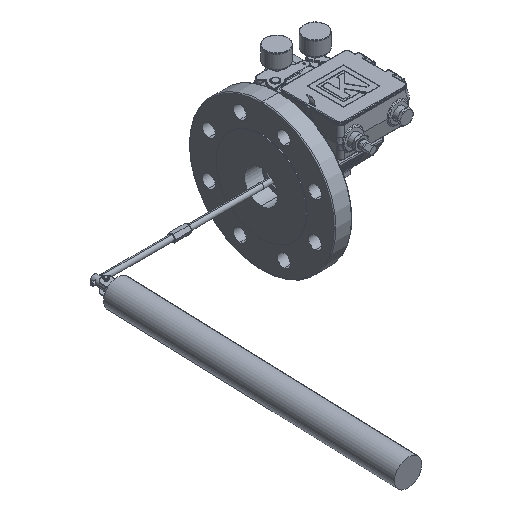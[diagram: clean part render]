
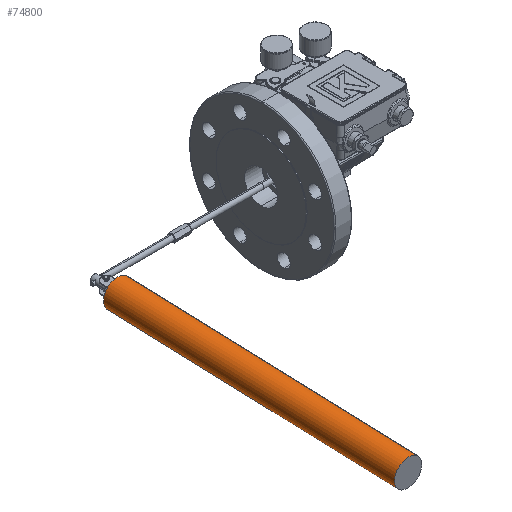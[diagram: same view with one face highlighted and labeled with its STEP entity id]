
A CAD part, isometric view. The second image highlights one B-rep face of the part: STEP entity #74800.
In plain terms, the highlighted cylindrical face has radius 23.812 mm (diameter 47.625 mm), a partial arc.
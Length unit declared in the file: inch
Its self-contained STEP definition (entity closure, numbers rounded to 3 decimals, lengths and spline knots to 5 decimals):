
#1454 = CARTESIAN_POINT ( 'NONE',  ( -16.85246, -1.30286, -3.19016 ) ) ;
#1740 = CARTESIAN_POINT ( 'NONE',  ( -16.85246, -21.22771, -3.90034 ) ) ;
#3022 = CARTESIAN_POINT ( 'NONE',  ( -15.75254, -21.2818, -2.38282 ) ) ;
#4996 = DIRECTION ( 'NONE',  ( 0., 0.999, 0.036 ) ) ;
#5463 = AXIS2_PLACEMENT_3D ( 'NONE', #62812, #6330, #13637 ) ;
#6330 = DIRECTION ( 'NONE',  ( 0., 0.999, 0.036 ) ) ;
#8265 = DIRECTION ( 'NONE',  ( 0., 0.999, 0.036 ) ) ;
#12894 = ORIENTED_EDGE ( 'NONE', *, *, #67283, .F. ) ;
#13637 = DIRECTION ( 'NONE',  ( 0.587, -0.029, 0.809 ) ) ;
#18247 = FACE_OUTER_BOUND ( 'NONE', #62630, .T. ) ;
#20165 = VERTEX_POINT ( 'NONE', #1454 ) ;
#20596 = ORIENTED_EDGE ( 'NONE', *, *, #44102, .T. ) ;
#25083 = DIRECTION ( 'NONE',  ( 0., 0.999, 0.036 ) ) ;
#32845 = EDGE_CURVE ( 'NONE', #83807, #35239, #59079, .T. ) ;
#35239 = VERTEX_POINT ( 'NONE', #55813 ) ;
#40819 = VECTOR ( 'NONE', #44980, 39.37008 ) ;
#42094 = AXIS2_PLACEMENT_3D ( 'NONE', #74673, #4996, #87930 ) ;
#44102 = EDGE_CURVE ( 'NONE', #35239, #45324, #65010, .T. ) ;
#44802 = CIRCLE ( 'NONE', #5463, 0.9375 ) ;
#44980 = DIRECTION ( 'NONE',  ( 0., 0.999, 0.036 ) ) ;
#45324 = VERTEX_POINT ( 'NONE', #81660 ) ;
#55813 = CARTESIAN_POINT ( 'NONE',  ( -15.75254, -21.2818, -2.38282 ) ) ;
#56270 = VECTOR ( 'NONE', #25083, 39.37008 ) ;
#57633 = AXIS2_PLACEMENT_3D ( 'NONE', #76109, #8265, #57884 ) ;
#57884 = DIRECTION ( 'NONE',  ( 0.587, -0.029, 0.809 ) ) ;
#59079 = CIRCLE ( 'NONE', #57633, 0.9375 ) ;
#59705 = LINE ( 'NONE', #73376, #56270 ) ;
#62630 = EDGE_LOOP ( 'NONE', ( #12894, #86332, #20596, #86595 ) ) ;
#62812 = CARTESIAN_POINT ( 'NONE',  ( -16.3025, -1.32991, -2.4314 ) ) ;
#65010 = LINE ( 'NONE', #3022, #40819 ) ;
#67283 = EDGE_CURVE ( 'NONE', #83807, #20165, #59705, .T. ) ;
#72416 = EDGE_CURVE ( 'NONE', #20165, #45324, #44802, .T. ) ;
#73376 = CARTESIAN_POINT ( 'NONE',  ( -16.85246, -21.22771, -3.90034 ) ) ;
#74673 = CARTESIAN_POINT ( 'NONE',  ( -16.3025, -21.25475, -3.14158 ) ) ;
#74800 = ADVANCED_FACE ( 'NONE', ( #18247 ), #88363, .T. ) ;
#76109 = CARTESIAN_POINT ( 'NONE',  ( -16.3025, -21.25475, -3.14158 ) ) ;
#81660 = CARTESIAN_POINT ( 'NONE',  ( -15.75254, -1.35695, -1.67264 ) ) ;
#83807 = VERTEX_POINT ( 'NONE', #1740 ) ;
#86332 = ORIENTED_EDGE ( 'NONE', *, *, #32845, .T. ) ;
#86595 = ORIENTED_EDGE ( 'NONE', *, *, #72416, .F. ) ;
#87930 = DIRECTION ( 'NONE',  ( 0.587, -0.029, 0.809 ) ) ;
#88363 = CYLINDRICAL_SURFACE ( 'NONE', #42094, 0.9375 ) ;
